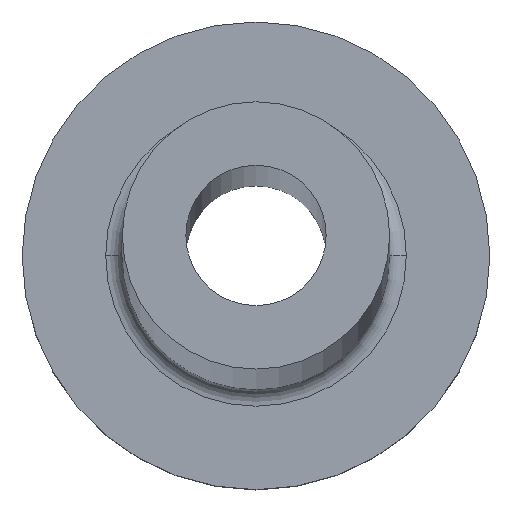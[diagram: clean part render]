
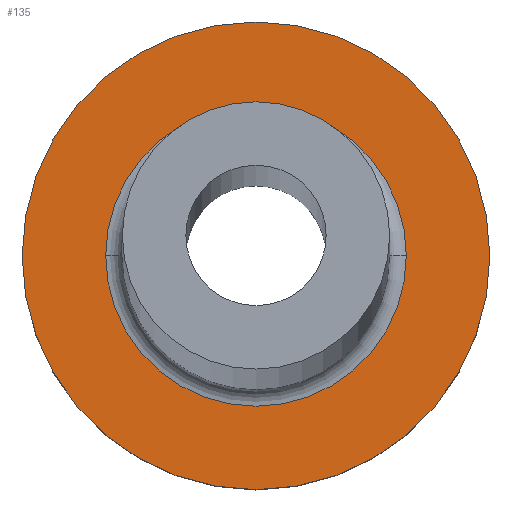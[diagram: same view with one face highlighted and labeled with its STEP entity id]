
A CAD part, top view. The second image highlights one B-rep face of the part: STEP entity #135.
In plain terms, the highlighted planar face has unit normal (0, 0, 1).
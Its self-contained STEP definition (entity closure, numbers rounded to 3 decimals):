
#15 = CARTESIAN_POINT ( 'NONE',  ( 0., 0., 5. ) ) ;
#35 = VERTEX_POINT ( 'NONE', #364 ) ;
#41 = AXIS2_PLACEMENT_3D ( 'NONE', #370, #222, #311 ) ;
#43 = CARTESIAN_POINT ( 'NONE',  ( 0., 0., 5. ) ) ;
#50 = EDGE_CURVE ( 'NONE', #35, #271, #212, .T. ) ;
#61 = AXIS2_PLACEMENT_3D ( 'NONE', #15, #105, #134 ) ;
#69 = FACE_BOUND ( 'NONE', #238, .T. ) ;
#71 = DIRECTION ( 'NONE',  ( 0., 0., -1. ) ) ;
#73 = DIRECTION ( 'NONE',  ( 0., 0., 1. ) ) ;
#78 = CARTESIAN_POINT ( 'NONE',  ( 4.5, 0., 5. ) ) ;
#89 = CARTESIAN_POINT ( 'NONE',  ( 0., 0., 5. ) ) ;
#96 = DIRECTION ( 'NONE',  ( 0., 0., 1. ) ) ;
#103 = AXIS2_PLACEMENT_3D ( 'NONE', #342, #71, #286 ) ;
#105 = DIRECTION ( 'NONE',  ( 0., 0., -1. ) ) ;
#109 = CIRCLE ( 'NONE', #103, 4.5 ) ;
#129 = CIRCLE ( 'NONE', #344, 7. ) ;
#134 = DIRECTION ( 'NONE',  ( 1., 0., 0. ) ) ;
#135 = ADVANCED_FACE ( 'NONE', ( #69, #201 ), #343, .T. ) ;
#140 = AXIS2_PLACEMENT_3D ( 'NONE', #89, #96, #210 ) ;
#142 = EDGE_CURVE ( 'NONE', #271, #35, #129, .T. ) ;
#157 = EDGE_CURVE ( 'NONE', #304, #277, #109, .T. ) ;
#190 = ORIENTED_EDGE ( 'NONE', *, *, #157, .T. ) ;
#192 = ORIENTED_EDGE ( 'NONE', *, *, #197, .T. ) ;
#197 = EDGE_CURVE ( 'NONE', #277, #304, #352, .T. ) ;
#201 = FACE_OUTER_BOUND ( 'NONE', #249, .T. ) ;
#209 = ORIENTED_EDGE ( 'NONE', *, *, #50, .T. ) ;
#210 = DIRECTION ( 'NONE',  ( 1., 0., 0. ) ) ;
#212 = CIRCLE ( 'NONE', #140, 7. ) ;
#215 = ORIENTED_EDGE ( 'NONE', *, *, #142, .T. ) ;
#222 = DIRECTION ( 'NONE',  ( 0., 0., 1. ) ) ;
#228 = CARTESIAN_POINT ( 'NONE',  ( -4.5, 0., 5. ) ) ;
#238 = EDGE_LOOP ( 'NONE', ( #190, #192 ) ) ;
#249 = EDGE_LOOP ( 'NONE', ( #209, #215 ) ) ;
#258 = DIRECTION ( 'NONE',  ( 1., 0., 0. ) ) ;
#271 = VERTEX_POINT ( 'NONE', #323 ) ;
#277 = VERTEX_POINT ( 'NONE', #228 ) ;
#286 = DIRECTION ( 'NONE',  ( 1., 0., 0. ) ) ;
#304 = VERTEX_POINT ( 'NONE', #78 ) ;
#311 = DIRECTION ( 'NONE',  ( 1., 0., 0. ) ) ;
#323 = CARTESIAN_POINT ( 'NONE',  ( 7., 0., 5. ) ) ;
#342 = CARTESIAN_POINT ( 'NONE',  ( 0., 0., 5. ) ) ;
#343 = PLANE ( 'NONE',  #41 ) ;
#344 = AXIS2_PLACEMENT_3D ( 'NONE', #43, #73, #258 ) ;
#352 = CIRCLE ( 'NONE', #61, 4.5 ) ;
#364 = CARTESIAN_POINT ( 'NONE',  ( -7., 0., 5. ) ) ;
#370 = CARTESIAN_POINT ( 'NONE',  ( 0., 0., 5. ) ) ;
